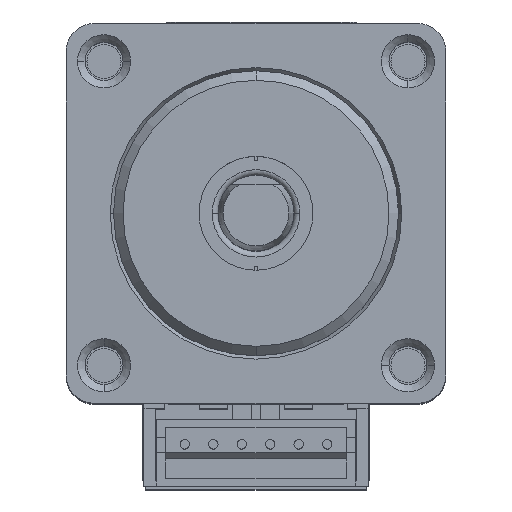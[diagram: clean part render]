
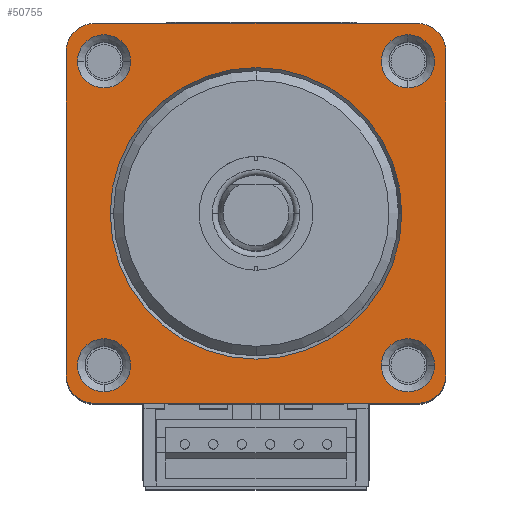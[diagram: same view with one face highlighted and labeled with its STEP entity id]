
A CAD part, top view. The second image highlights one B-rep face of the part: STEP entity #50755.
In plain terms, the highlighted face is planar.
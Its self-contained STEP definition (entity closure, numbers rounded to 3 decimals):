
#49529=CARTESIAN_POINT('',(-8.5,8.5,0.3));
#49530=DIRECTION('',(0.,0.,1.));
#49531=DIRECTION('',(0.,1.,0.));
#49532=AXIS2_PLACEMENT_3D('',#49529,#49530,#49531);
#49543=CARTESIAN_POINT('',(0.,0.,0.3));
#49544=DIRECTION('',(0.,0.,-1.));
#49545=DIRECTION('',(-1.,0.,0.));
#49546=AXIS2_PLACEMENT_3D('',#49543,#49544,#49545);
#49548=CARTESIAN_POINT('',(0.,0.,0.3));
#49549=DIRECTION('',(0.,0.,-1.));
#49550=DIRECTION('',(1.,0.,0.));
#49551=AXIS2_PLACEMENT_3D('',#49548,#49549,#49550);
#49553=DIRECTION('',(0.,-1.,0.));
#49554=VECTOR('',#49553,17.);
#49555=CARTESIAN_POINT('',(-10.,8.5,0.3));
#49556=LINE('',#49555,#49554);
#49605=CARTESIAN_POINT('',(-8.,-8.,0.3));
#49606=DIRECTION('',(0.,0.,-1.));
#49607=DIRECTION('',(-1.,0.,0.));
#49608=AXIS2_PLACEMENT_3D('',#49605,#49606,#49607);
#49614=CARTESIAN_POINT('',(-8.,-8.,0.3));
#49615=DIRECTION('',(0.,0.,-1.));
#49616=DIRECTION('',(1.,0.,0.));
#49617=AXIS2_PLACEMENT_3D('',#49614,#49615,#49616);
#49669=CARTESIAN_POINT('',(8.,-8.,0.3));
#49670=DIRECTION('',(0.,0.,-1.));
#49671=DIRECTION('',(0.,-1.,0.));
#49672=AXIS2_PLACEMENT_3D('',#49669,#49670,#49671);
#49678=CARTESIAN_POINT('',(8.,-8.,0.3));
#49679=DIRECTION('',(0.,0.,-1.));
#49680=DIRECTION('',(0.,1.,0.));
#49681=AXIS2_PLACEMENT_3D('',#49678,#49679,#49680);
#49733=CARTESIAN_POINT('',(8.,8.,0.3));
#49734=DIRECTION('',(0.,0.,-1.));
#49735=DIRECTION('',(1.,0.,0.));
#49736=AXIS2_PLACEMENT_3D('',#49733,#49734,#49735);
#49742=CARTESIAN_POINT('',(8.,8.,0.3));
#49743=DIRECTION('',(0.,0.,-1.));
#49744=DIRECTION('',(-1.,0.,0.));
#49745=AXIS2_PLACEMENT_3D('',#49742,#49743,#49744);
#49797=CARTESIAN_POINT('',(-8.,8.,0.3));
#49798=DIRECTION('',(0.,0.,-1.));
#49799=DIRECTION('',(0.,1.,0.));
#49800=AXIS2_PLACEMENT_3D('',#49797,#49798,#49799);
#49806=CARTESIAN_POINT('',(-8.,8.,0.3));
#49807=DIRECTION('',(0.,0.,-1.));
#49808=DIRECTION('',(0.,-1.,0.));
#49809=AXIS2_PLACEMENT_3D('',#49806,#49807,#49808);
#49880=DIRECTION('',(-1.,0.,0.));
#49881=VECTOR('',#49880,17.);
#49882=CARTESIAN_POINT('',(8.5,10.,0.3));
#49883=LINE('',#49882,#49881);
#49892=CARTESIAN_POINT('',(8.5,8.5,0.3));
#49893=DIRECTION('',(0.,0.,1.));
#49894=DIRECTION('',(1.,0.,0.));
#49895=AXIS2_PLACEMENT_3D('',#49892,#49893,#49894);
#49906=DIRECTION('',(0.,1.,0.));
#49907=VECTOR('',#49906,17.);
#49908=CARTESIAN_POINT('',(10.,-8.5,0.3));
#49909=LINE('',#49908,#49907);
#49918=CARTESIAN_POINT('',(8.5,-8.5,0.3));
#49919=DIRECTION('',(0.,0.,1.));
#49920=DIRECTION('',(0.,-1.,0.));
#49921=AXIS2_PLACEMENT_3D('',#49918,#49919,#49920);
#49932=DIRECTION('',(1.,0.,0.));
#49933=VECTOR('',#49932,17.);
#49934=CARTESIAN_POINT('',(-8.5,-10.,0.3));
#49935=LINE('',#49934,#49933);
#49944=CARTESIAN_POINT('',(-8.5,-8.5,0.3));
#49945=DIRECTION('',(0.,0.,1.));
#49946=DIRECTION('',(-1.,0.,0.));
#49947=AXIS2_PLACEMENT_3D('',#49944,#49945,#49946);
#50551=CARTESIAN_POINT('',(-10.,8.5,0.3));
#50552=CARTESIAN_POINT('',(-10.,-8.5,0.3));
#50553=VERTEX_POINT('',#50551);
#50554=VERTEX_POINT('',#50552);
#50555=CARTESIAN_POINT('',(-8.5,-10.,0.3));
#50556=CARTESIAN_POINT('',(8.5,-10.,0.3));
#50557=VERTEX_POINT('',#50555);
#50558=VERTEX_POINT('',#50556);
#50559=CARTESIAN_POINT('',(10.,-8.5,0.3));
#50560=CARTESIAN_POINT('',(10.,8.5,0.3));
#50561=VERTEX_POINT('',#50559);
#50562=VERTEX_POINT('',#50560);
#50563=CARTESIAN_POINT('',(8.5,10.,0.3));
#50564=CARTESIAN_POINT('',(-8.5,10.,0.3));
#50565=VERTEX_POINT('',#50563);
#50566=VERTEX_POINT('',#50564);
#50567=CARTESIAN_POINT('',(-9.4,-8.,0.3));
#50568=CARTESIAN_POINT('',(-6.6,-8.,0.3));
#50569=VERTEX_POINT('',#50567);
#50570=VERTEX_POINT('',#50568);
#50571=CARTESIAN_POINT('',(8.,-9.4,0.3));
#50572=CARTESIAN_POINT('',(8.,-6.6,0.3));
#50573=VERTEX_POINT('',#50571);
#50574=VERTEX_POINT('',#50572);
#50575=CARTESIAN_POINT('',(9.4,8.,0.3));
#50576=CARTESIAN_POINT('',(6.6,8.,0.3));
#50577=VERTEX_POINT('',#50575);
#50578=VERTEX_POINT('',#50576);
#50579=CARTESIAN_POINT('',(-8.,9.4,0.3));
#50580=CARTESIAN_POINT('',(-8.,6.6,0.3));
#50581=VERTEX_POINT('',#50579);
#50582=VERTEX_POINT('',#50580);
#50587=CARTESIAN_POINT('',(-7.673,0.,0.3));
#50588=CARTESIAN_POINT('',(7.673,0.,0.3));
#50589=VERTEX_POINT('',#50587);
#50590=VERTEX_POINT('',#50588);
#50703=CARTESIAN_POINT('',(0.,0.,0.3));
#50704=DIRECTION('',(0.,0.,-1.));
#50705=DIRECTION('',(0.,-1.,0.));
#50706=AXIS2_PLACEMENT_3D('',#50703,#50704,#50705);
#50707=PLANE('',#50706);
#50709=ORIENTED_EDGE('',*,*,#50708,.T.);
#50711=ORIENTED_EDGE('',*,*,#50710,.T.);
#50713=ORIENTED_EDGE('',*,*,#50712,.T.);
#50715=ORIENTED_EDGE('',*,*,#50714,.T.);
#50717=ORIENTED_EDGE('',*,*,#50716,.T.);
#50719=ORIENTED_EDGE('',*,*,#50718,.T.);
#50721=ORIENTED_EDGE('',*,*,#50720,.T.);
#50722=ORIENTED_EDGE('',*,*,#50692,.T.);
#50723=EDGE_LOOP('',(#50709,#50711,#50713,#50715,#50717,#50719,#50721,#50722));
#50724=FACE_OUTER_BOUND('',#50723,.F.);
#50726=ORIENTED_EDGE('',*,*,#50725,.T.);
#50728=ORIENTED_EDGE('',*,*,#50727,.T.);
#50729=EDGE_LOOP('',(#50726,#50728));
#50730=FACE_BOUND('',#50729,.F.);
#50732=ORIENTED_EDGE('',*,*,#50731,.T.);
#50734=ORIENTED_EDGE('',*,*,#50733,.T.);
#50735=EDGE_LOOP('',(#50732,#50734));
#50736=FACE_BOUND('',#50735,.F.);
#50738=ORIENTED_EDGE('',*,*,#50737,.T.);
#50740=ORIENTED_EDGE('',*,*,#50739,.T.);
#50741=EDGE_LOOP('',(#50738,#50740));
#50742=FACE_BOUND('',#50741,.F.);
#50744=ORIENTED_EDGE('',*,*,#50743,.T.);
#50746=ORIENTED_EDGE('',*,*,#50745,.T.);
#50747=EDGE_LOOP('',(#50744,#50746));
#50748=FACE_BOUND('',#50747,.F.);
#50750=ORIENTED_EDGE('',*,*,#50749,.T.);
#50752=ORIENTED_EDGE('',*,*,#50751,.T.);
#50753=EDGE_LOOP('',(#50750,#50752));
#50754=FACE_BOUND('',#50753,.F.);
#50755=ADVANCED_FACE('',(#50724,#50730,#50736,#50742,#50748,#50754),#50707,.T.);
#49533=CIRCLE('',#49532,1.5);
#49547=CIRCLE('',#49546,7.673);
#49552=CIRCLE('',#49551,7.673);
#49609=CIRCLE('',#49608,1.4);
#49618=CIRCLE('',#49617,1.4);
#49673=CIRCLE('',#49672,1.4);
#49682=CIRCLE('',#49681,1.4);
#49737=CIRCLE('',#49736,1.4);
#49746=CIRCLE('',#49745,1.4);
#49801=CIRCLE('',#49800,1.4);
#49810=CIRCLE('',#49809,1.4);
#49896=CIRCLE('',#49895,1.5);
#49922=CIRCLE('',#49921,1.5);
#49948=CIRCLE('',#49947,1.5);
#50692=EDGE_CURVE('',#50566,#50553,#49533,.T.);
#50708=EDGE_CURVE('',#50553,#50554,#49556,.T.);
#50710=EDGE_CURVE('',#50554,#50557,#49948,.T.);
#50712=EDGE_CURVE('',#50557,#50558,#49935,.T.);
#50714=EDGE_CURVE('',#50558,#50561,#49922,.T.);
#50716=EDGE_CURVE('',#50561,#50562,#49909,.T.);
#50718=EDGE_CURVE('',#50562,#50565,#49896,.T.);
#50720=EDGE_CURVE('',#50565,#50566,#49883,.T.);
#50725=EDGE_CURVE('',#50569,#50570,#49609,.T.);
#50727=EDGE_CURVE('',#50570,#50569,#49618,.T.);
#50731=EDGE_CURVE('',#50573,#50574,#49673,.T.);
#50733=EDGE_CURVE('',#50574,#50573,#49682,.T.);
#50737=EDGE_CURVE('',#50577,#50578,#49737,.T.);
#50739=EDGE_CURVE('',#50578,#50577,#49746,.T.);
#50743=EDGE_CURVE('',#50581,#50582,#49801,.T.);
#50745=EDGE_CURVE('',#50582,#50581,#49810,.T.);
#50749=EDGE_CURVE('',#50589,#50590,#49547,.T.);
#50751=EDGE_CURVE('',#50590,#50589,#49552,.T.);
